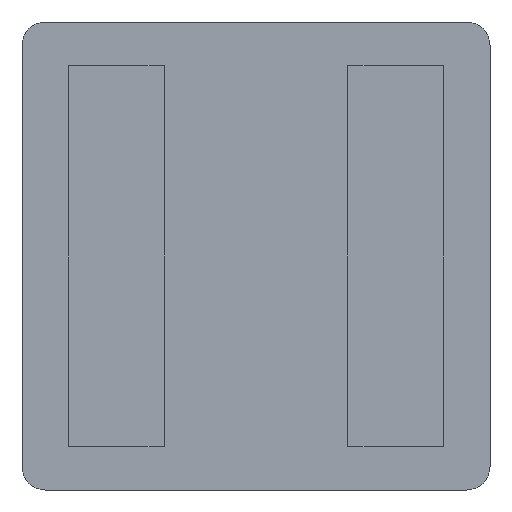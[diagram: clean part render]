
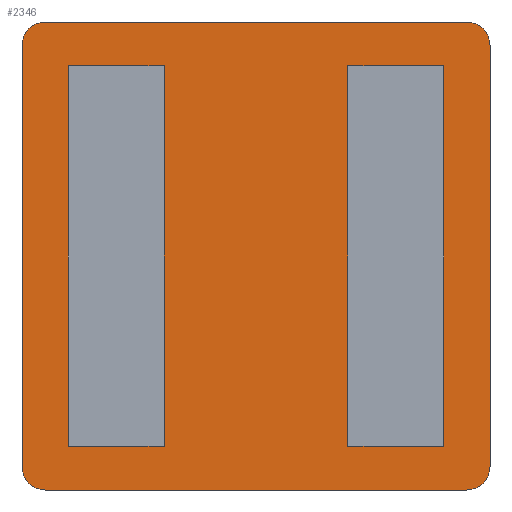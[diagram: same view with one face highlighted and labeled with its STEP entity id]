
A CAD part, front view. The second image highlights one B-rep face of the part: STEP entity #2346.
In plain terms, the highlighted planar face has unit normal (0, -1, 0).
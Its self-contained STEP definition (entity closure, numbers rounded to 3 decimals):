
#11 = DIRECTION ( 'NONE',  ( 0., 0., -1. ) ) ;
#12 = LINE ( 'NONE', #2194, #905 ) ;
#90 = VECTOR ( 'NONE', #3757, 1000. ) ;
#109 = DIRECTION ( 'NONE',  ( 1., 0., 0. ) ) ;
#113 = CARTESIAN_POINT ( 'NONE',  ( -1.8, 0.1, 2. ) ) ;
#157 = VERTEX_POINT ( 'NONE', #1074 ) ;
#236 = DIRECTION ( 'NONE',  ( 0., 0., -1. ) ) ;
#385 = LINE ( 'NONE', #2500, #1855 ) ;
#416 = CARTESIAN_POINT ( 'NONE',  ( 2., 0.1, 1.8 ) ) ;
#506 = LINE ( 'NONE', #3020, #714 ) ;
#518 = VERTEX_POINT ( 'NONE', #5521 ) ;
#536 = VECTOR ( 'NONE', #4669, 1000. ) ;
#576 = EDGE_CURVE ( 'NONE', #518, #3815, #2926, .T. ) ;
#683 = EDGE_CURVE ( 'NONE', #2203, #157, #385, .T. ) ;
#714 = VECTOR ( 'NONE', #1366, 1000. ) ;
#716 = FACE_BOUND ( 'NONE', #4870, .T. ) ;
#720 = CARTESIAN_POINT ( 'NONE',  ( -2., 0.1, 2. ) ) ;
#744 = DIRECTION ( 'NONE',  ( 0., 0., -1. ) ) ;
#749 = DIRECTION ( 'NONE',  ( -1., 0., 0. ) ) ;
#758 = EDGE_CURVE ( 'NONE', #2897, #3663, #5484, .T. ) ;
#765 = ORIENTED_EDGE ( 'NONE', *, *, #4855, .F. ) ;
#834 = CARTESIAN_POINT ( 'NONE',  ( 1.605, 0.1, -1.625 ) ) ;
#860 = ORIENTED_EDGE ( 'NONE', *, *, #4578, .F. ) ;
#905 = VECTOR ( 'NONE', #5481, 1000. ) ;
#916 = CARTESIAN_POINT ( 'NONE',  ( -2., 0.1, 1.8 ) ) ;
#1013 = ORIENTED_EDGE ( 'NONE', *, *, #2074, .F. ) ;
#1063 = ORIENTED_EDGE ( 'NONE', *, *, #4101, .F. ) ;
#1074 = CARTESIAN_POINT ( 'NONE',  ( 0.785, 0.1, 1.625 ) ) ;
#1098 = CARTESIAN_POINT ( 'NONE',  ( 0.785, 0.1, -1.625 ) ) ;
#1175 = LINE ( 'NONE', #834, #90 ) ;
#1180 = VERTEX_POINT ( 'NONE', #5208 ) ;
#1186 = AXIS2_PLACEMENT_3D ( 'NONE', #5116, #5089, #744 ) ;
#1202 = CARTESIAN_POINT ( 'NONE',  ( -1.605, 0.1, -1.625 ) ) ;
#1230 = AXIS2_PLACEMENT_3D ( 'NONE', #2318, #2706, #3629 ) ;
#1245 = EDGE_CURVE ( 'NONE', #4207, #3663, #2708, .T. ) ;
#1255 = ORIENTED_EDGE ( 'NONE', *, *, #4179, .F. ) ;
#1293 = CARTESIAN_POINT ( 'NONE',  ( -1.8, 0.1, -2. ) ) ;
#1366 = DIRECTION ( 'NONE',  ( -1., 0., 0. ) ) ;
#1424 = CARTESIAN_POINT ( 'NONE',  ( -2., 0.1, -2. ) ) ;
#1441 = LINE ( 'NONE', #2234, #2340 ) ;
#1526 = LINE ( 'NONE', #1098, #4039 ) ;
#1667 = ORIENTED_EDGE ( 'NONE', *, *, #4543, .F. ) ;
#1811 = DIRECTION ( 'NONE',  ( 0., 0., -1. ) ) ;
#1855 = VECTOR ( 'NONE', #749, 1000. ) ;
#1866 = EDGE_CURVE ( 'NONE', #518, #2485, #4519, .T. ) ;
#1879 = CARTESIAN_POINT ( 'NONE',  ( -1.8, 0.1, 1.8 ) ) ;
#1882 = DIRECTION ( 'NONE',  ( 0., -1., 0. ) ) ;
#1894 = VECTOR ( 'NONE', #1811, 1000. ) ;
#2002 = DIRECTION ( 'NONE',  ( 0., 0., 1. ) ) ;
#2011 = ORIENTED_EDGE ( 'NONE', *, *, #5270, .T. ) ;
#2069 = ORIENTED_EDGE ( 'NONE', *, *, #2409, .F. ) ;
#2074 = EDGE_CURVE ( 'NONE', #5582, #2558, #5321, .T. ) ;
#2091 = VECTOR ( 'NONE', #2002, 1000. ) ;
#2128 = VERTEX_POINT ( 'NONE', #3795 ) ;
#2194 = CARTESIAN_POINT ( 'NONE',  ( 1.605, 0.1, -1.625 ) ) ;
#2203 = VERTEX_POINT ( 'NONE', #3032 ) ;
#2234 = CARTESIAN_POINT ( 'NONE',  ( -1.605, 0.1, -1.625 ) ) ;
#2277 = EDGE_CURVE ( 'NONE', #2897, #2558, #4694, .T. ) ;
#2318 = CARTESIAN_POINT ( 'NONE',  ( 1.8, 0.1, -1.8 ) ) ;
#2340 = VECTOR ( 'NONE', #109, 1000. ) ;
#2346 = ADVANCED_FACE ( 'NONE', ( #2525, #5540, #716 ), #3727, .T. ) ;
#2357 = CARTESIAN_POINT ( 'NONE',  ( 0.785, 0.1, -1.625 ) ) ;
#2409 = EDGE_CURVE ( 'NONE', #1180, #2203, #1175, .T. ) ;
#2485 = VERTEX_POINT ( 'NONE', #1293 ) ;
#2500 = CARTESIAN_POINT ( 'NONE',  ( 1.605, 0.1, 1.625 ) ) ;
#2525 = FACE_OUTER_BOUND ( 'NONE', #5104, .T. ) ;
#2538 = CIRCLE ( 'NONE', #5150, 0.2 ) ;
#2558 = VERTEX_POINT ( 'NONE', #916 ) ;
#2579 = EDGE_CURVE ( 'NONE', #4207, #3815, #4407, .T. ) ;
#2580 = CARTESIAN_POINT ( 'NONE',  ( 2., 0.1, 2. ) ) ;
#2590 = DIRECTION ( 'NONE',  ( 0., 0., -1. ) ) ;
#2672 = ORIENTED_EDGE ( 'NONE', *, *, #2579, .F. ) ;
#2698 = VERTEX_POINT ( 'NONE', #2736 ) ;
#2706 = DIRECTION ( 'NONE',  ( 0., -1., 0. ) ) ;
#2708 = CIRCLE ( 'NONE', #3877, 0.2 ) ;
#2721 = DIRECTION ( 'NONE',  ( 0., 0., -1. ) ) ;
#2736 = CARTESIAN_POINT ( 'NONE',  ( -0.785, 0.1, -1.625 ) ) ;
#2897 = VERTEX_POINT ( 'NONE', #113 ) ;
#2901 = CARTESIAN_POINT ( 'NONE',  ( 2., 0.1, -1.8 ) ) ;
#2926 = CIRCLE ( 'NONE', #1230, 0.2 ) ;
#2966 = CARTESIAN_POINT ( 'NONE',  ( -1.605, 0.1, 1.625 ) ) ;
#3020 = CARTESIAN_POINT ( 'NONE',  ( -1.605, 0.1, 1.625 ) ) ;
#3032 = CARTESIAN_POINT ( 'NONE',  ( 1.605, 0.1, 1.625 ) ) ;
#3121 = CARTESIAN_POINT ( 'NONE',  ( 1.8, 0.1, 1.8 ) ) ;
#3146 = ORIENTED_EDGE ( 'NONE', *, *, #3639, .F. ) ;
#3190 = VERTEX_POINT ( 'NONE', #4108 ) ;
#3202 = CARTESIAN_POINT ( 'NONE',  ( -1.8, 0.1, -1.8 ) ) ;
#3230 = ORIENTED_EDGE ( 'NONE', *, *, #683, .F. ) ;
#3346 = CARTESIAN_POINT ( 'NONE',  ( -0.785, 0.1, -1.625 ) ) ;
#3372 = EDGE_LOOP ( 'NONE', ( #765, #3146, #1667, #1063 ) ) ;
#3388 = VECTOR ( 'NONE', #4193, 1000. ) ;
#3423 = CARTESIAN_POINT ( 'NONE',  ( 1.8, 0.1, 2. ) ) ;
#3428 = LINE ( 'NONE', #3346, #536 ) ;
#3609 = DIRECTION ( 'NONE',  ( -1., 0., 0. ) ) ;
#3620 = VERTEX_POINT ( 'NONE', #2966 ) ;
#3629 = DIRECTION ( 'NONE',  ( 0., 0., -1. ) ) ;
#3633 = ORIENTED_EDGE ( 'NONE', *, *, #1245, .T. ) ;
#3639 = EDGE_CURVE ( 'NONE', #3190, #3620, #506, .T. ) ;
#3663 = VERTEX_POINT ( 'NONE', #3423 ) ;
#3727 = PLANE ( 'NONE',  #1186 ) ;
#3757 = DIRECTION ( 'NONE',  ( 0., 0., 1. ) ) ;
#3795 = CARTESIAN_POINT ( 'NONE',  ( -1.605, 0.1, -1.625 ) ) ;
#3801 = ORIENTED_EDGE ( 'NONE', *, *, #758, .F. ) ;
#3815 = VERTEX_POINT ( 'NONE', #2901 ) ;
#3877 = AXIS2_PLACEMENT_3D ( 'NONE', #3121, #4843, #2590 ) ;
#3911 = LINE ( 'NONE', #1202, #1894 ) ;
#3922 = CARTESIAN_POINT ( 'NONE',  ( -2., 0.1, -1.8 ) ) ;
#4039 = VECTOR ( 'NONE', #4535, 1000. ) ;
#4099 = DIRECTION ( 'NONE',  ( 0., -1., 0. ) ) ;
#4101 = EDGE_CURVE ( 'NONE', #2128, #2698, #1441, .T. ) ;
#4108 = CARTESIAN_POINT ( 'NONE',  ( -0.785, 0.1, 1.625 ) ) ;
#4134 = CARTESIAN_POINT ( 'NONE',  ( -2., 0.1, 2. ) ) ;
#4179 = EDGE_CURVE ( 'NONE', #157, #4757, #1526, .T. ) ;
#4193 = DIRECTION ( 'NONE',  ( 1., 0., 0. ) ) ;
#4207 = VERTEX_POINT ( 'NONE', #416 ) ;
#4407 = LINE ( 'NONE', #2580, #5407 ) ;
#4519 = LINE ( 'NONE', #1424, #4600 ) ;
#4535 = DIRECTION ( 'NONE',  ( 0., 0., -1. ) ) ;
#4543 = EDGE_CURVE ( 'NONE', #2698, #3190, #3428, .T. ) ;
#4578 = EDGE_CURVE ( 'NONE', #4757, #1180, #12, .T. ) ;
#4600 = VECTOR ( 'NONE', #3609, 1000. ) ;
#4669 = DIRECTION ( 'NONE',  ( 0., 0., 1. ) ) ;
#4680 = ORIENTED_EDGE ( 'NONE', *, *, #1866, .F. ) ;
#4694 = CIRCLE ( 'NONE', #4867, 0.2 ) ;
#4757 = VERTEX_POINT ( 'NONE', #2357 ) ;
#4843 = DIRECTION ( 'NONE',  ( 0., -1., 0. ) ) ;
#4855 = EDGE_CURVE ( 'NONE', #3620, #2128, #3911, .T. ) ;
#4867 = AXIS2_PLACEMENT_3D ( 'NONE', #1879, #4099, #236 ) ;
#4870 = EDGE_LOOP ( 'NONE', ( #860, #1255, #3230, #2069 ) ) ;
#5089 = DIRECTION ( 'NONE',  ( 0., -1., 0. ) ) ;
#5104 = EDGE_LOOP ( 'NONE', ( #4680, #5312, #2672, #3633, #3801, #5152, #1013, #2011 ) ) ;
#5116 = CARTESIAN_POINT ( 'NONE',  ( 0., 0.1, 0. ) ) ;
#5150 = AXIS2_PLACEMENT_3D ( 'NONE', #3202, #1882, #2721 ) ;
#5152 = ORIENTED_EDGE ( 'NONE', *, *, #2277, .T. ) ;
#5208 = CARTESIAN_POINT ( 'NONE',  ( 1.605, 0.1, -1.625 ) ) ;
#5270 = EDGE_CURVE ( 'NONE', #5582, #2485, #2538, .T. ) ;
#5312 = ORIENTED_EDGE ( 'NONE', *, *, #576, .T. ) ;
#5321 = LINE ( 'NONE', #4134, #2091 ) ;
#5407 = VECTOR ( 'NONE', #11, 1000. ) ;
#5481 = DIRECTION ( 'NONE',  ( 1., 0., 0. ) ) ;
#5484 = LINE ( 'NONE', #720, #3388 ) ;
#5521 = CARTESIAN_POINT ( 'NONE',  ( 1.8, 0.1, -2. ) ) ;
#5540 = FACE_BOUND ( 'NONE', #3372, .T. ) ;
#5582 = VERTEX_POINT ( 'NONE', #3922 ) ;
